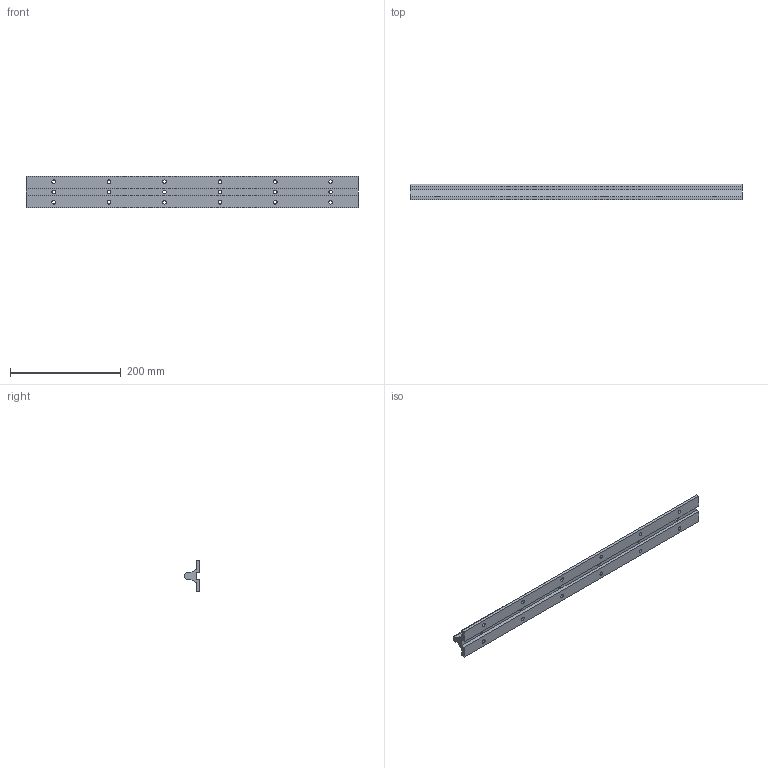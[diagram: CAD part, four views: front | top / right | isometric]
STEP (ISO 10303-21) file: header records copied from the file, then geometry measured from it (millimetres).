
FILE_DESCRIPTION( ( '' ), '1' );
FILE_NAME( 'wuh_20_2_03.stp', '2008-04-10T06:39:28', ( '' ), ( '' ), ' ', ' ', ' ' );
FILE_SCHEMA( ( 'CONFIG_CONTROL_DESIGN' ) );
Length unit declared in the file: millimetre
Products named in the file (1): 1
Bounding box: 599.5 x 28.56 x 56 mm (x, y, z)
Volume: 339078.2 mm3; surface area: 105015 mm2
Topology: 1 solids, 1 shells, 69 faces, 195 edges, 122 vertices
Faces by surface type: cylinder 38, plane 31
Entity records: 2361 total; most frequent: DIRECTION 423, ORIENTED_EDGE 390, CARTESIAN_POINT 387, EDGE_CURVE 195, AXIS2_PLACEMENT_3D 158, VERTEX_POINT 122, LINE 107, VECTOR 107
